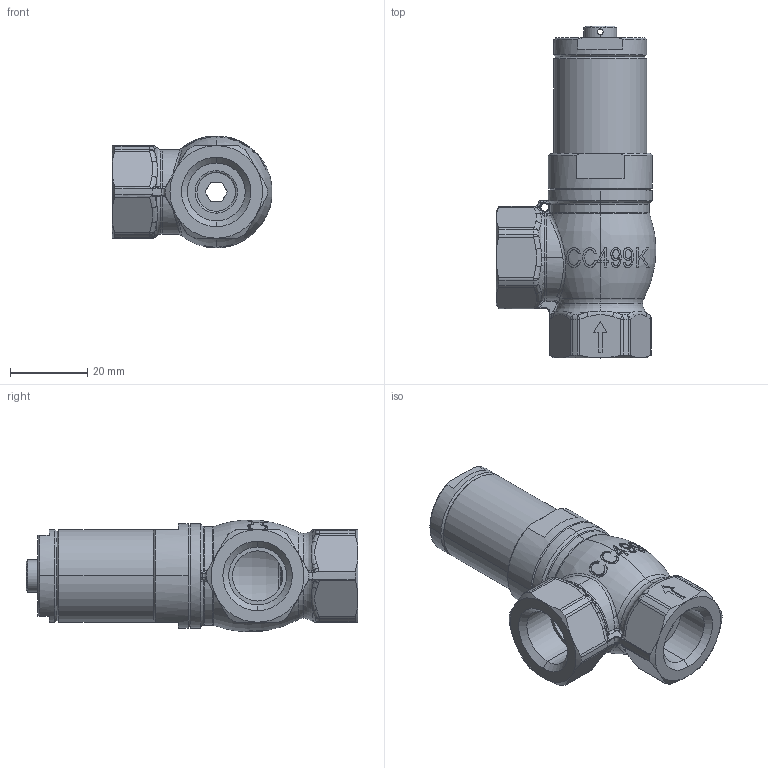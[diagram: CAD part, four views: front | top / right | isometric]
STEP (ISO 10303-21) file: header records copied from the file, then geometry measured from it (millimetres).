
FILE_DESCRIPTION (( 'STEP AP203' ), '1' );
FILE_NAME ('617 3-8 Dummy.STEP', '2010-11-02T08:06:41', ( 'Blankenhorn' ), ( 'Götze' ), 'SwSTEP 2.0', 'SolidWorks 2010', '' );
FILE_SCHEMA (( 'CONFIG_CONTROL_DESIGN' ));
Length unit declared in the file: millimetre
Products named in the file (1): 617 3-8 Dummy
Bounding box: 41.44 x 86 x 28.95 mm (x, y, z)
Volume: 29325.3 mm3; surface area: 18201.3 mm2
Topology: 4 solids, 4 shells, 585 faces, 1440 edges, 879 vertices
Faces by surface type: bspline 166, plane 140, cylinder 109, cone 76, torus 72, sphere 22
Entity records: 24304 total; most frequent: CARTESIAN_POINT 11716, ORIENTED_EDGE 2868, DIRECTION 2237, EDGE_CURVE 1434, AXIS2_PLACEMENT_3D 913, VERTEX_POINT 879, EDGE_LOOP 623, ADVANCED_FACE 585
